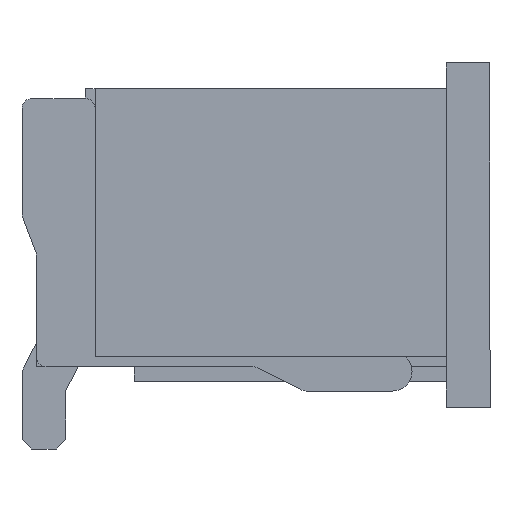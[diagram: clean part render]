
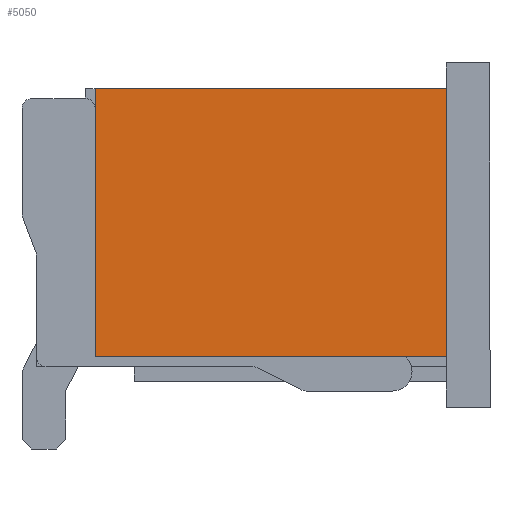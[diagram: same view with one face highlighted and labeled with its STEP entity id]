
A CAD part, left-side view. The second image highlights one B-rep face of the part: STEP entity #5050.
In plain terms, the highlighted planar face has unit normal (-1, 0, 0).
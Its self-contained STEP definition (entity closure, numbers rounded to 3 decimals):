
#366=LINE('',#7505,#1036);
#367=LINE('',#7507,#1037);
#368=LINE('',#7509,#1038);
#369=LINE('',#7511,#1039);
#1036=VECTOR('',#6081,1000.);
#1037=VECTOR('',#6084,1000.);
#1038=VECTOR('',#6085,1000.);
#1039=VECTOR('',#6086,1000.);
#1878=ORIENTED_EDGE('',*,*,#3234,.F.);
#1879=ORIENTED_EDGE('',*,*,#3235,.F.);
#1880=ORIENTED_EDGE('',*,*,#3236,.T.);
#1881=ORIENTED_EDGE('',*,*,#3237,.T.);
#3234=EDGE_CURVE('',#3898,#3897,#366,.T.);
#3235=EDGE_CURVE('',#3899,#3898,#367,.T.);
#3236=EDGE_CURVE('',#3899,#3900,#368,.T.);
#3237=EDGE_CURVE('',#3900,#3897,#369,.T.);
#3897=VERTEX_POINT('',#7500);
#3898=VERTEX_POINT('',#7504);
#3899=VERTEX_POINT('',#7508);
#3900=VERTEX_POINT('',#7510);
#4346=EDGE_LOOP('',(#1878,#1879,#1880,#1881));
#4604=FACE_BOUND('',#4346,.T.);
#4826=PLANE('',#5380);
#5050=ADVANCED_FACE('',(#4604),#4826,.T.);
#5380=AXIS2_PLACEMENT_3D('',#7506,#6082,#6083);
#6081=DIRECTION('',(0.,0.,1.));
#6082=DIRECTION('',(-1.,0.,0.));
#6083=DIRECTION('',(0.,0.,1.));
#6084=DIRECTION('',(0.,1.,0.));
#6085=DIRECTION('',(0.,0.,1.));
#6086=DIRECTION('',(0.,1.,0.));
#7500=CARTESIAN_POINT('',(-5.,1.5,1.5));
#7504=CARTESIAN_POINT('',(-5.,1.5,-1.25));
#7505=CARTESIAN_POINT('',(-5.,1.5,-1.25));
#7506=CARTESIAN_POINT('',(-5.,0.,0.));
#7507=CARTESIAN_POINT('',(-5.,-2.1,-1.25));
#7508=CARTESIAN_POINT('',(-5.,-2.1,-1.25));
#7509=CARTESIAN_POINT('',(-5.,-2.1,-1.5));
#7510=CARTESIAN_POINT('',(-5.,-2.1,1.5));
#7511=CARTESIAN_POINT('',(-5.,-2.1,1.5));
